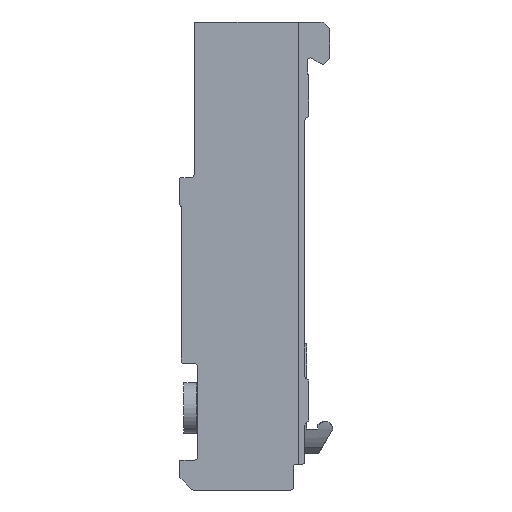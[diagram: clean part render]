
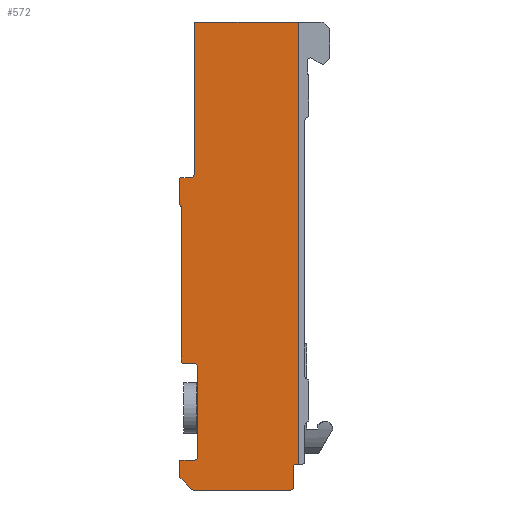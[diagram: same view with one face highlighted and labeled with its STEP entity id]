
A CAD part, front view. The second image highlights one B-rep face of the part: STEP entity #572.
In plain terms, the highlighted planar face has unit normal (0, -1, 0).
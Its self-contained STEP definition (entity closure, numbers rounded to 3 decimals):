
#366=PLANE('',#5291);
#572=ADVANCED_FACE('',(#955),#366,.F.);
#955=FACE_OUTER_BOUND('',#1171,.T.);
#1171=EDGE_LOOP('',(#2607,#2608,#2609,#2610,#2611,#2612,#2613,#2614,#2615,
#2616,#2617,#2618,#2619,#2620,#2621,#2622,#2623,#2624,#2625,#2626,#2627,
#2628,#2629,#2630,#2631,#2632,#2633));
#1583=LINE('',#7441,#1952);
#1613=LINE('',#7621,#1982);
#1619=LINE('',#7642,#1988);
#1623=LINE('',#7654,#1992);
#1627=LINE('',#7666,#1996);
#1631=LINE('',#7678,#2000);
#1639=LINE('',#7706,#2008);
#1643=LINE('',#7718,#2012);
#1647=LINE('',#7736,#2016);
#1652=LINE('',#7754,#2021);
#1656=LINE('',#7766,#2025);
#1660=LINE('',#7778,#2029);
#1669=LINE('',#7800,#2038);
#1691=LINE('',#7881,#2060);
#1952=VECTOR('',#5786,1.);
#1982=VECTOR('',#5892,1.);
#1988=VECTOR('',#5912,1.);
#1992=VECTOR('',#5924,1.);
#1996=VECTOR('',#5936,1.);
#2000=VECTOR('',#5948,1.);
#2008=VECTOR('',#5972,1.);
#2012=VECTOR('',#5984,1.);
#2016=VECTOR('',#6002,1.);
#2021=VECTOR('',#6021,1.);
#2025=VECTOR('',#6033,1.);
#2029=VECTOR('',#6045,1.);
#2038=VECTOR('',#6062,1.);
#2060=VECTOR('',#6148,1.);
#2607=ORIENTED_EDGE('',*,*,#4248,.F.);
#2608=ORIENTED_EDGE('',*,*,#4437,.T.);
#2609=ORIENTED_EDGE('',*,*,#4396,.F.);
#2610=ORIENTED_EDGE('',*,*,#4388,.F.);
#2611=ORIENTED_EDGE('',*,*,#4385,.F.);
#2612=ORIENTED_EDGE('',*,*,#4382,.F.);
#2613=ORIENTED_EDGE('',*,*,#4379,.F.);
#2614=ORIENTED_EDGE('',*,*,#4376,.F.);
#2615=ORIENTED_EDGE('',*,*,#4373,.F.);
#2616=ORIENTED_EDGE('',*,*,#4370,.F.);
#2617=ORIENTED_EDGE('',*,*,#4367,.F.);
#2618=ORIENTED_EDGE('',*,*,#4364,.F.);
#2619=ORIENTED_EDGE('',*,*,#4358,.F.);
#2620=ORIENTED_EDGE('',*,*,#4355,.F.);
#2621=ORIENTED_EDGE('',*,*,#4352,.F.);
#2622=ORIENTED_EDGE('',*,*,#4349,.F.);
#2623=ORIENTED_EDGE('',*,*,#4338,.F.);
#2624=ORIENTED_EDGE('',*,*,#4335,.F.);
#2625=ORIENTED_EDGE('',*,*,#4332,.F.);
#2626=ORIENTED_EDGE('',*,*,#4329,.F.);
#2627=ORIENTED_EDGE('',*,*,#4326,.F.);
#2628=ORIENTED_EDGE('',*,*,#4323,.F.);
#2629=ORIENTED_EDGE('',*,*,#4320,.F.);
#2630=ORIENTED_EDGE('',*,*,#4317,.F.);
#2631=ORIENTED_EDGE('',*,*,#4312,.F.);
#2632=ORIENTED_EDGE('',*,*,#4306,.F.);
#2633=ORIENTED_EDGE('',*,*,#4253,.F.);
#3734=VERTEX_POINT('',#7439);
#3736=VERTEX_POINT('',#7442);
#3739=VERTEX_POINT('',#7466);
#3774=VERTEX_POINT('',#7622);
#3778=VERTEX_POINT('',#7633);
#3782=VERTEX_POINT('',#7643);
#3784=VERTEX_POINT('',#7649);
#3786=VERTEX_POINT('',#7655);
#3788=VERTEX_POINT('',#7661);
#3790=VERTEX_POINT('',#7667);
#3792=VERTEX_POINT('',#7673);
#3794=VERTEX_POINT('',#7679);
#3796=VERTEX_POINT('',#7685);
#3806=VERTEX_POINT('',#7707);
#3808=VERTEX_POINT('',#7713);
#3810=VERTEX_POINT('',#7719);
#3812=VERTEX_POINT('',#7725);
#3817=VERTEX_POINT('',#7737);
#3819=VERTEX_POINT('',#7743);
#3821=VERTEX_POINT('',#7749);
#3823=VERTEX_POINT('',#7755);
#3825=VERTEX_POINT('',#7761);
#3827=VERTEX_POINT('',#7767);
#3829=VERTEX_POINT('',#7773);
#3831=VERTEX_POINT('',#7779);
#3833=VERTEX_POINT('',#7785);
#3835=VERTEX_POINT('',#7790);
#4248=EDGE_CURVE('',#3734,#3736,#1583,.T.);
#4253=EDGE_CURVE('',#3736,#3739,#4905,.T.);
#4306=EDGE_CURVE('',#3739,#3774,#1613,.T.);
#4312=EDGE_CURVE('',#3774,#3778,#4930,.T.);
#4317=EDGE_CURVE('',#3778,#3782,#1619,.T.);
#4320=EDGE_CURVE('',#3782,#3784,#4934,.T.);
#4323=EDGE_CURVE('',#3784,#3786,#1623,.T.);
#4326=EDGE_CURVE('',#3786,#3788,#4936,.T.);
#4329=EDGE_CURVE('',#3788,#3790,#1627,.T.);
#4332=EDGE_CURVE('',#3790,#3792,#4938,.T.);
#4335=EDGE_CURVE('',#3792,#3794,#1631,.T.);
#4338=EDGE_CURVE('',#3794,#3796,#4940,.T.);
#4349=EDGE_CURVE('',#3796,#3806,#1639,.T.);
#4352=EDGE_CURVE('',#3806,#3808,#4946,.T.);
#4355=EDGE_CURVE('',#3808,#3810,#1643,.T.);
#4358=EDGE_CURVE('',#3810,#3812,#4948,.T.);
#4364=EDGE_CURVE('',#3812,#3817,#1647,.T.);
#4367=EDGE_CURVE('',#3817,#3819,#4953,.T.);
#4370=EDGE_CURVE('',#3819,#3821,#4955,.T.);
#4373=EDGE_CURVE('',#3821,#3823,#1652,.T.);
#4376=EDGE_CURVE('',#3823,#3825,#4957,.T.);
#4379=EDGE_CURVE('',#3825,#3827,#1656,.T.);
#4382=EDGE_CURVE('',#3827,#3829,#4959,.T.);
#4385=EDGE_CURVE('',#3829,#3831,#1660,.T.);
#4388=EDGE_CURVE('',#3831,#3833,#4961,.T.);
#4396=EDGE_CURVE('',#3833,#3835,#1669,.T.);
#4437=EDGE_CURVE('',#3734,#3835,#1691,.T.);
#4905=CIRCLE('',#5165,0.2);
#4930=CIRCLE('',#5205,0.2);
#4934=CIRCLE('',#5211,0.2);
#4936=CIRCLE('',#5215,0.2);
#4938=CIRCLE('',#5219,0.2);
#4940=CIRCLE('',#5223,0.2);
#4946=CIRCLE('',#5231,0.2);
#4948=CIRCLE('',#5235,0.2);
#4953=CIRCLE('',#5242,0.2);
#4955=CIRCLE('',#5245,0.2);
#4957=CIRCLE('',#5249,0.2);
#4959=CIRCLE('',#5253,0.2);
#4961=CIRCLE('',#5257,0.2);
#5165=AXIS2_PLACEMENT_3D('',#7465,#5792,#5793);
#5205=AXIS2_PLACEMENT_3D('',#7632,#5902,#5903);
#5211=AXIS2_PLACEMENT_3D('',#7648,#5918,#5919);
#5215=AXIS2_PLACEMENT_3D('',#7660,#5930,#5931);
#5219=AXIS2_PLACEMENT_3D('',#7672,#5942,#5943);
#5223=AXIS2_PLACEMENT_3D('',#7684,#5954,#5955);
#5231=AXIS2_PLACEMENT_3D('',#7712,#5978,#5979);
#5235=AXIS2_PLACEMENT_3D('',#7724,#5990,#5991);
#5242=AXIS2_PLACEMENT_3D('',#7742,#6008,#6009);
#5245=AXIS2_PLACEMENT_3D('',#7748,#6015,#6016);
#5249=AXIS2_PLACEMENT_3D('',#7760,#6027,#6028);
#5253=AXIS2_PLACEMENT_3D('',#7772,#6039,#6040);
#5257=AXIS2_PLACEMENT_3D('',#7784,#6051,#6052);
#5291=AXIS2_PLACEMENT_3D('',#7882,#6149,#6150);
#5786=DIRECTION('',(-1.,0.,0.));
#5792=DIRECTION('',(0.,-1.,0.));
#5793=DIRECTION('',(1.,0.,0.));
#5892=DIRECTION('',(0.,0.,-1.));
#5902=DIRECTION('',(0.,1.,0.));
#5903=DIRECTION('',(1.,0.,0.));
#5912=DIRECTION('',(-1.,0.,0.));
#5918=DIRECTION('',(0.,1.,0.));
#5919=DIRECTION('',(1.,0.,0.));
#5924=DIRECTION('',(-0.707,0.,0.707));
#5930=DIRECTION('',(0.,1.,0.));
#5931=DIRECTION('',(1.,0.,0.));
#5936=DIRECTION('',(0.,0.,1.));
#5942=DIRECTION('',(0.,1.,0.));
#5943=DIRECTION('',(1.,0.,0.));
#5948=DIRECTION('',(1.,0.,0.));
#5954=DIRECTION('',(0.,-1.,0.));
#5955=DIRECTION('',(1.,0.,0.));
#5972=DIRECTION('',(0.,0.,1.));
#5978=DIRECTION('',(0.,-1.,0.));
#5979=DIRECTION('',(1.,0.,0.));
#5984=DIRECTION('',(-1.,0.,0.));
#5990=DIRECTION('',(0.,1.,0.));
#5991=DIRECTION('',(1.,0.,0.));
#6002=DIRECTION('',(0.,0.,1.));
#6008=DIRECTION('',(0.,-1.,0.));
#6009=DIRECTION('',(1.,0.,0.));
#6015=DIRECTION('',(0.,1.,0.));
#6016=DIRECTION('',(1.,0.,0.));
#6021=DIRECTION('',(0.,0.,1.));
#6027=DIRECTION('',(0.,1.,0.));
#6028=DIRECTION('',(1.,0.,0.));
#6033=DIRECTION('',(1.,0.,0.));
#6039=DIRECTION('',(0.,-1.,0.));
#6040=DIRECTION('',(1.,0.,0.));
#6045=DIRECTION('',(0.,0.,1.));
#6051=DIRECTION('',(0.,1.,0.));
#6052=DIRECTION('',(1.,0.,0.));
#6062=DIRECTION('',(1.,0.,0.));
#6148=DIRECTION('',(0.,0.,1.));
#6149=DIRECTION('',(0.,1.,0.));
#6150=DIRECTION('',(1.,0.,0.));
#7439=CARTESIAN_POINT('',(-9.8,188.,-32.334));
#7441=CARTESIAN_POINT('',(-9.5,188.,-32.334));
#7442=CARTESIAN_POINT('',(-10.,188.,-32.334));
#7465=CARTESIAN_POINT('',(-10.,188.,-32.534));
#7466=CARTESIAN_POINT('',(-10.2,188.,-32.534));
#7621=CARTESIAN_POINT('',(-10.2,188.,-32.534));
#7622=CARTESIAN_POINT('',(-10.2,188.,-34.134));
#7632=CARTESIAN_POINT('',(-10.4,188.,-34.134));
#7633=CARTESIAN_POINT('',(-10.4,188.,-34.334));
#7642=CARTESIAN_POINT('',(-10.4,188.,-34.334));
#7643=CARTESIAN_POINT('',(-17.917,188.,-34.334));
#7648=CARTESIAN_POINT('',(-17.917,188.,-34.134));
#7649=CARTESIAN_POINT('',(-18.059,188.,-34.276));
#7654=CARTESIAN_POINT('',(-18.059,188.,-34.276));
#7655=CARTESIAN_POINT('',(-18.941,188.,-33.393));
#7660=CARTESIAN_POINT('',(-18.8,188.,-33.252));
#7661=CARTESIAN_POINT('',(-19.,188.,-33.252));
#7666=CARTESIAN_POINT('',(-19.,188.,-33.252));
#7667=CARTESIAN_POINT('',(-19.,188.,-32.234));
#7672=CARTESIAN_POINT('',(-18.8,188.,-32.234));
#7673=CARTESIAN_POINT('',(-18.8,188.,-32.034));
#7678=CARTESIAN_POINT('',(-18.8,188.,-32.034));
#7679=CARTESIAN_POINT('',(-17.8,188.,-32.034));
#7684=CARTESIAN_POINT('',(-17.8,188.,-31.834));
#7685=CARTESIAN_POINT('',(-17.6,188.,-31.834));
#7706=CARTESIAN_POINT('',(-17.6,188.,-31.834));
#7707=CARTESIAN_POINT('',(-17.6,188.,-24.784));
#7712=CARTESIAN_POINT('',(-17.8,188.,-24.784));
#7713=CARTESIAN_POINT('',(-17.8,188.,-24.584));
#7718=CARTESIAN_POINT('',(-17.8,188.,-24.584));
#7719=CARTESIAN_POINT('',(-18.65,188.,-24.584));
#7724=CARTESIAN_POINT('',(-18.65,188.,-24.384));
#7725=CARTESIAN_POINT('',(-18.85,188.,-24.384));
#7736=CARTESIAN_POINT('',(-18.85,188.,-24.384));
#7737=CARTESIAN_POINT('',(-18.85,188.,-12.547));
#7742=CARTESIAN_POINT('',(-19.05,188.,-12.547));
#7743=CARTESIAN_POINT('',(-18.925,188.,-12.391));
#7748=CARTESIAN_POINT('',(-18.8,188.,-12.234));
#7749=CARTESIAN_POINT('',(-19.,188.,-12.234));
#7754=CARTESIAN_POINT('',(-19.,188.,-12.234));
#7755=CARTESIAN_POINT('',(-19.,188.,-10.434));
#7760=CARTESIAN_POINT('',(-18.8,188.,-10.434));
#7761=CARTESIAN_POINT('',(-18.8,188.,-10.234));
#7766=CARTESIAN_POINT('',(-18.8,188.,-10.234));
#7767=CARTESIAN_POINT('',(-18.05,188.,-10.234));
#7772=CARTESIAN_POINT('',(-18.05,188.,-10.034));
#7773=CARTESIAN_POINT('',(-17.85,188.,-10.034));
#7778=CARTESIAN_POINT('',(-17.85,188.,-10.034));
#7779=CARTESIAN_POINT('',(-17.85,188.,1.566));
#7784=CARTESIAN_POINT('',(-17.65,188.,1.566));
#7785=CARTESIAN_POINT('',(-17.65,188.,1.766));
#7790=CARTESIAN_POINT('',(-9.8,188.,1.766));
#7800=CARTESIAN_POINT('',(-17.65,188.,1.766));
#7881=CARTESIAN_POINT('',(-9.8,188.,-37.944));
#7882=CARTESIAN_POINT('',(-9.2,188.,-5.434));
